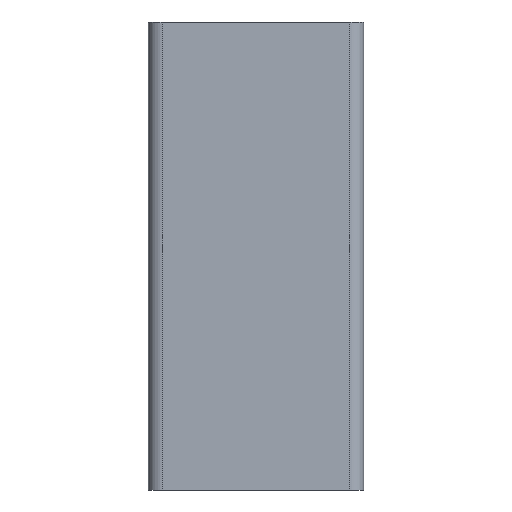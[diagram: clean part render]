
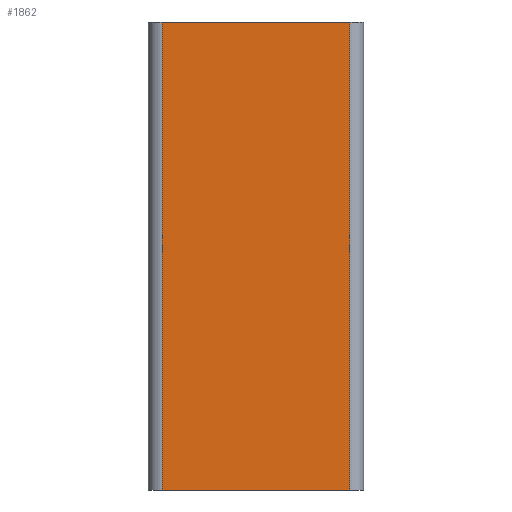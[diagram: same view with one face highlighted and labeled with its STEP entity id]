
A CAD part, left-side view. The second image highlights one B-rep face of the part: STEP entity #1862.
In plain terms, the highlighted planar face has unit normal (-1, 0, 0).
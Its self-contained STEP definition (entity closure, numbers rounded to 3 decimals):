
#61=PLANE('',#2048);
#154=FACE_OUTER_BOUND('',#248,.T.);
#248=EDGE_LOOP('',(#1531,#1532,#1533,#1534));
#432=LINE('',#3150,#616);
#433=LINE('',#3153,#617);
#434=LINE('',#3155,#618);
#435=LINE('',#3156,#619);
#616=VECTOR('',#2592,100.);
#617=VECTOR('',#2595,40.);
#618=VECTOR('',#2596,40.);
#619=VECTOR('',#2597,100.);
#893=VERTEX_POINT('',#3146);
#894=VERTEX_POINT('',#3148);
#895=VERTEX_POINT('',#3152);
#896=VERTEX_POINT('',#3154);
#1166=EDGE_CURVE('',#893,#894,#432,.T.);
#1167=EDGE_CURVE('',#893,#895,#433,.T.);
#1168=EDGE_CURVE('',#896,#894,#434,.T.);
#1169=EDGE_CURVE('',#895,#896,#435,.T.);
#1531=ORIENTED_EDGE('',*,*,#1167,.F.);
#1532=ORIENTED_EDGE('',*,*,#1166,.T.);
#1533=ORIENTED_EDGE('',*,*,#1168,.F.);
#1534=ORIENTED_EDGE('',*,*,#1169,.F.);
#1862=ADVANCED_FACE('',(#154),#61,.T.);
#2048=AXIS2_PLACEMENT_3D('',#3151,#2593,#2594);
#2592=DIRECTION('',(0.,0.,1.));
#2593=DIRECTION('center_axis',(-1.,0.,0.));
#2594=DIRECTION('ref_axis',(0.,-1.,0.));
#2595=DIRECTION('',(0.,1.,0.));
#2596=DIRECTION('',(0.,-1.,0.));
#2597=DIRECTION('',(0.,0.,1.));
#3146=CARTESIAN_POINT('',(-11.9,-19.9,0.));
#3148=CARTESIAN_POINT('',(-11.9,-19.9,100.));
#3150=CARTESIAN_POINT('',(-11.9,-19.9,0.));
#3151=CARTESIAN_POINT('Origin',(-11.9,20.1,0.));
#3152=CARTESIAN_POINT('',(-11.9,20.1,0.));
#3153=CARTESIAN_POINT('',(-11.9,-19.9,0.));
#3154=CARTESIAN_POINT('',(-11.9,20.1,100.));
#3155=CARTESIAN_POINT('',(-11.9,-19.9,100.));
#3156=CARTESIAN_POINT('',(-11.9,20.1,0.));
